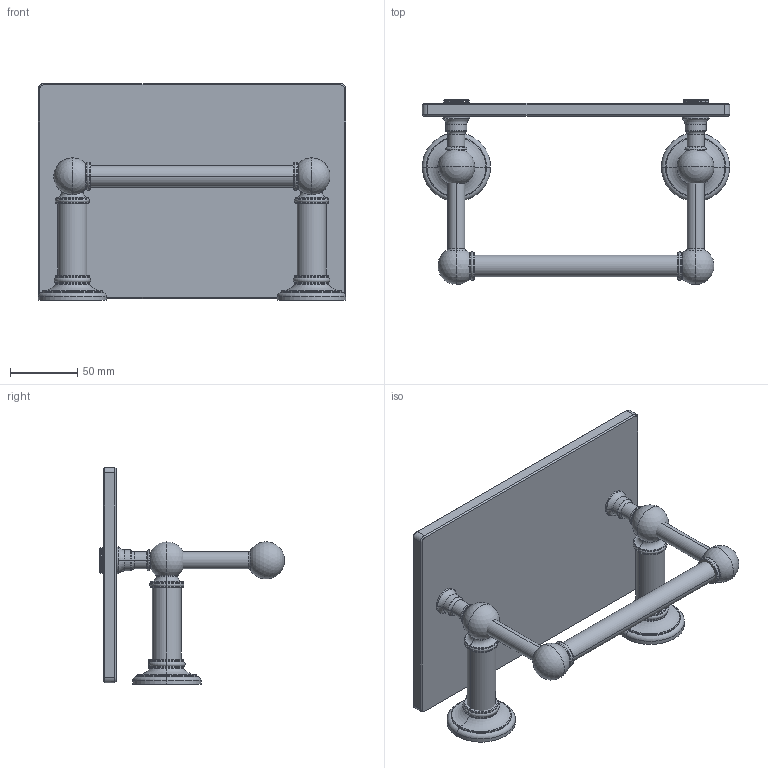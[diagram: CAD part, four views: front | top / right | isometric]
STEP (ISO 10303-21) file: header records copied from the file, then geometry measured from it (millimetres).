
FILE_DESCRIPTION((''),'2;1');
FILE_NAME('4519T-9_WEB','2010-09-03T',('project'),(''),'PRO/ENGINEER BY PARAMETRIC TECHNOLOGY CORPORATION, 2009300','PRO/ENGINEER BY PARAMETRIC TECHNOLOGY CORPORATION, 2009300','');
FILE_SCHEMA(('CONFIG_CONTROL_DESIGN'));
Length unit declared in the file: inch
Products named in the file (1): 4519T-9_WEB
Bounding box: 228.65 x 137.59 x 161.25 mm (x, y, z)
Surface area: 131806 mm2 (no closed solid volume)
Topology: 0 solids, 26 shells, 583 faces, 1910 edges, 1236 vertices
Faces by surface type: cylinder 233, plane 210, torus 86, bspline 22, cone 20, sphere 12
Entity records: 29323 total; most frequent: CARTESIAN_POINT 13975, ORIENTED_EDGE 3266, DIRECTION 2902, EDGE_CURVE 1902, VERTEX_POINT 1236, AXIS2_PLACEMENT_3D 1161, B_SPLINE_CURVE_WITH_KNOTS 722, CIRCLE 600
